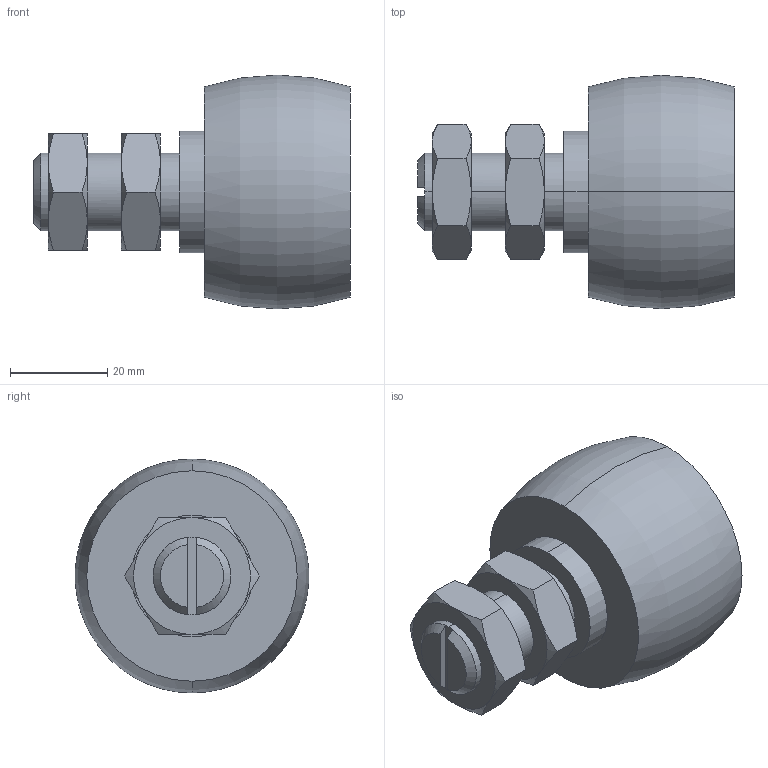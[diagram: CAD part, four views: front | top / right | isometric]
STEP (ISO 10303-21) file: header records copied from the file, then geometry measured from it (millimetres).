
FILE_DESCRIPTION (( 'STEP AP214' ), '1' );
FILE_NAME ('0013469_0013469_595-048_(A-01).step', '2019-12-02T07:39:22', ( '' ), ( '' ), 'SwSTEP 2.0', 'SolidWorks 2018', '' );
FILE_SCHEMA (( 'AUTOMOTIVE_DESIGN' ));
Length unit declared in the file: millimetre
Products named in the file (1): 0013469_0013469_595-048_(A-01)
Bounding box: 65 x 47.91 x 48 mm (x, y, z)
Volume: 64587.2 mm3; surface area: 12510.1 mm2
Topology: 3 solids, 3 shells, 72 faces, 152 edges, 88 vertices
Faces by surface type: cone 34, plane 24, cylinder 12, torus 2
Entity records: 2948 total; most frequent: CARTESIAN_POINT 613, DIRECTION 310, ORIENTED_EDGE 304, EDGE_CURVE 152, AXIS2_PLACEMENT_3D 137, VERTEX_POINT 88, EDGE_LOOP 78, UNCERTAINTY_MEASURE_WITH_UNIT 77
